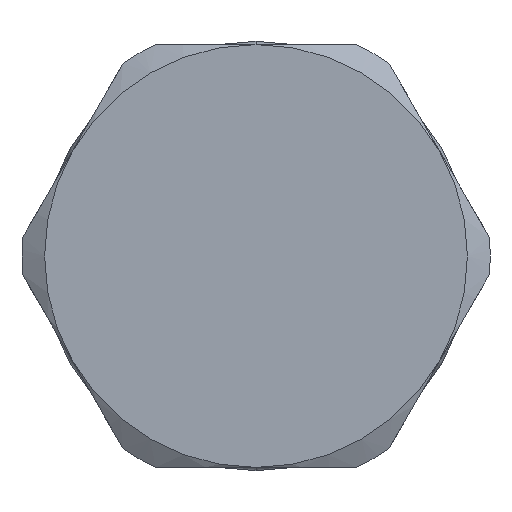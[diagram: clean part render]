
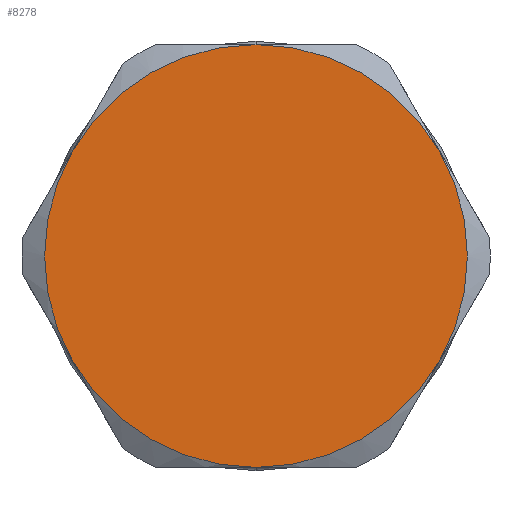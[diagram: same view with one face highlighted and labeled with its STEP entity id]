
A CAD part, left-side view. The second image highlights one B-rep face of the part: STEP entity #8278.
In plain terms, the highlighted planar face has unit normal (-1, 0, 0).
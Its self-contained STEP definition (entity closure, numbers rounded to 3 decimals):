
#38 = AXIS2_PLACEMENT_3D ( 'NONE', #6398, #3939, #3912 ) ;
#64 = CARTESIAN_POINT ( 'NONE',  ( 0., 0., 0. ) ) ;
#498 = AXIS2_PLACEMENT_3D ( 'NONE', #696, #5811, #5777 ) ;
#696 = CARTESIAN_POINT ( 'NONE',  ( 0., 0., 0. ) ) ;
#949 = PLANE ( 'NONE',  #1595 ) ;
#994 = EDGE_CURVE ( 'NONE', #3307, #2136, #3875, .T. ) ;
#1421 = ORIENTED_EDGE ( 'NONE', *, *, #6140, .T. ) ;
#1456 = DIRECTION ( 'NONE',  ( -1., 0., 0. ) ) ;
#1595 = AXIS2_PLACEMENT_3D ( 'NONE', #6018, #4199, #2173 ) ;
#1773 = VERTEX_POINT ( 'NONE', #8188 ) ;
#1821 = ORIENTED_EDGE ( 'NONE', *, *, #994, .F. ) ;
#2037 = VERTEX_POINT ( 'NONE', #2966 ) ;
#2136 = VERTEX_POINT ( 'NONE', #5638 ) ;
#2173 = DIRECTION ( 'NONE',  ( 0., 0., -1. ) ) ;
#2188 = EDGE_LOOP ( 'NONE', ( #4709, #5602, #5106, #7212, #1421, #1821 ) ) ;
#2404 = CARTESIAN_POINT ( 'NONE',  ( 0., 0., 0. ) ) ;
#2497 = CARTESIAN_POINT ( 'NONE',  ( 0., 0., -11.11 ) ) ;
#2966 = CARTESIAN_POINT ( 'NONE',  ( 0., -9.622, -5.555 ) ) ;
#3289 = AXIS2_PLACEMENT_3D ( 'NONE', #64, #1456, #7203 ) ;
#3307 = VERTEX_POINT ( 'NONE', #3856 ) ;
#3382 = CIRCLE ( 'NONE', #498, 11.11 ) ;
#3631 = EDGE_CURVE ( 'NONE', #1773, #2037, #3382, .T. ) ;
#3652 = CIRCLE ( 'NONE', #5499, 11.11 ) ;
#3856 = CARTESIAN_POINT ( 'NONE',  ( 0., 9.622, -5.555 ) ) ;
#3875 = CIRCLE ( 'NONE', #38, 11.11 ) ;
#3912 = DIRECTION ( 'NONE',  ( 0., 0., -1. ) ) ;
#3939 = DIRECTION ( 'NONE',  ( 1., 0., 0. ) ) ;
#4042 = CARTESIAN_POINT ( 'NONE',  ( 0., 0., 0. ) ) ;
#4140 = CARTESIAN_POINT ( 'NONE',  ( 0., 0., 11.11 ) ) ;
#4199 = DIRECTION ( 'NONE',  ( 1., 0., 0. ) ) ;
#4291 = CIRCLE ( 'NONE', #5744, 11.11 ) ;
#4353 = VERTEX_POINT ( 'NONE', #4140 ) ;
#4390 = CARTESIAN_POINT ( 'NONE',  ( 0., 0., 0. ) ) ;
#4709 = ORIENTED_EDGE ( 'NONE', *, *, #5816, .F. ) ;
#5044 = DIRECTION ( 'NONE',  ( 0., 0., -1. ) ) ;
#5106 = ORIENTED_EDGE ( 'NONE', *, *, #3631, .F. ) ;
#5298 = EDGE_CURVE ( 'NONE', #4353, #1773, #6693, .T. ) ;
#5499 = AXIS2_PLACEMENT_3D ( 'NONE', #4390, #6936, #5044 ) ;
#5602 = ORIENTED_EDGE ( 'NONE', *, *, #7887, .F. ) ;
#5619 = DIRECTION ( 'NONE',  ( 0., 0., -1. ) ) ;
#5638 = CARTESIAN_POINT ( 'NONE',  ( 0., 9.622, 5.555 ) ) ;
#5744 = AXIS2_PLACEMENT_3D ( 'NONE', #2404, #8159, #5619 ) ;
#5777 = DIRECTION ( 'NONE',  ( 0., 0., -1. ) ) ;
#5811 = DIRECTION ( 'NONE',  ( 1., 0., 0. ) ) ;
#5816 = EDGE_CURVE ( 'NONE', #5919, #3307, #4291, .T. ) ;
#5919 = VERTEX_POINT ( 'NONE', #2497 ) ;
#6018 = CARTESIAN_POINT ( 'NONE',  ( 0., -12.829, 0. ) ) ;
#6088 = CIRCLE ( 'NONE', #3289, 11.11 ) ;
#6140 = EDGE_CURVE ( 'NONE', #4353, #2136, #6088, .T. ) ;
#6398 = CARTESIAN_POINT ( 'NONE',  ( 0., 0., 0. ) ) ;
#6693 = CIRCLE ( 'NONE', #7219, 11.11 ) ;
#6864 = FACE_OUTER_BOUND ( 'NONE', #2188, .T. ) ;
#6936 = DIRECTION ( 'NONE',  ( 1., 0., 0. ) ) ;
#7203 = DIRECTION ( 'NONE',  ( 0., 0., 1. ) ) ;
#7212 = ORIENTED_EDGE ( 'NONE', *, *, #5298, .F. ) ;
#7219 = AXIS2_PLACEMENT_3D ( 'NONE', #4042, #7266, #7867 ) ;
#7266 = DIRECTION ( 'NONE',  ( 1., 0., 0. ) ) ;
#7867 = DIRECTION ( 'NONE',  ( 0., 0., -1. ) ) ;
#7887 = EDGE_CURVE ( 'NONE', #2037, #5919, #3652, .T. ) ;
#8159 = DIRECTION ( 'NONE',  ( 1., 0., 0. ) ) ;
#8188 = CARTESIAN_POINT ( 'NONE',  ( 0., -9.622, 5.555 ) ) ;
#8278 = ADVANCED_FACE ( 'NONE', ( #6864 ), #949, .F. ) ;
